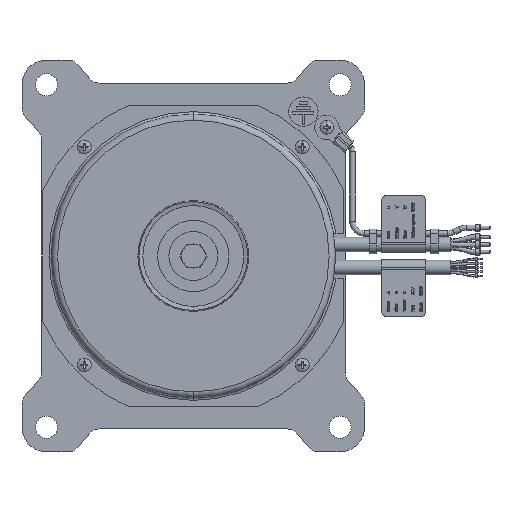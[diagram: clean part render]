
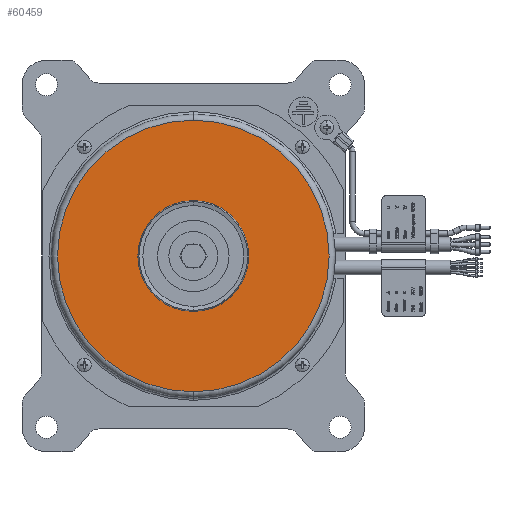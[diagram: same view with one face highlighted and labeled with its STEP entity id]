
A CAD part, front view. The second image highlights one B-rep face of the part: STEP entity #60459.
In plain terms, the highlighted planar face has unit normal (0, -1, 0).
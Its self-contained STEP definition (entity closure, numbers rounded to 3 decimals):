
#176 = DIRECTION ( 'NONE',  ( 0., 1., 0. ) ) ;
#1062 = EDGE_LOOP ( 'NONE', ( #24033, #11787 ) ) ;
#1966 = FACE_OUTER_BOUND ( 'NONE', #68514, .T. ) ;
#4488 = AXIS2_PLACEMENT_3D ( 'NONE', #72065, #20784, #43573 ) ;
#4904 = CARTESIAN_POINT ( 'NONE',  ( 0., -3., 0. ) ) ;
#6454 = CIRCLE ( 'NONE', #58969, 55.5 ) ;
#9879 = DIRECTION ( 'NONE',  ( 0., -1., 0. ) ) ;
#11210 = EDGE_CURVE ( 'NONE', #50936, #46357, #40508, .T. ) ;
#11787 = ORIENTED_EDGE ( 'NONE', *, *, #11210, .T. ) ;
#14295 = FACE_BOUND ( 'NONE', #1062, .T. ) ;
#14366 = ORIENTED_EDGE ( 'NONE', *, *, #34217, .T. ) ;
#15483 = CARTESIAN_POINT ( 'NONE',  ( 0., -3., 0. ) ) ;
#15658 = EDGE_CURVE ( 'NONE', #46357, #50936, #40828, .T. ) ;
#18804 = PLANE ( 'NONE',  #72565 ) ;
#20784 = DIRECTION ( 'NONE',  ( 0., -1., 0. ) ) ;
#22480 = DIRECTION ( 'NONE',  ( 0., 0., 1. ) ) ;
#24033 = ORIENTED_EDGE ( 'NONE', *, *, #15658, .T. ) ;
#24496 = DIRECTION ( 'NONE',  ( 0., 0., 1. ) ) ;
#26402 = CARTESIAN_POINT ( 'NONE',  ( 0., -3., 7.6 ) ) ;
#28815 = CARTESIAN_POINT ( 'NONE',  ( 0., -3., -55.5 ) ) ;
#30467 = VERTEX_POINT ( 'NONE', #30539 ) ;
#30539 = CARTESIAN_POINT ( 'NONE',  ( 0., -3., 55.5 ) ) ;
#30967 = AXIS2_PLACEMENT_3D ( 'NONE', #51394, #176, #24496 ) ;
#33152 = CIRCLE ( 'NONE', #4488, 55.5 ) ;
#33280 = VERTEX_POINT ( 'NONE', #28815 ) ;
#34217 = EDGE_CURVE ( 'NONE', #30467, #33280, #6454, .T. ) ;
#35979 = DIRECTION ( 'NONE',  ( 0., -1., 0. ) ) ;
#37258 = AXIS2_PLACEMENT_3D ( 'NONE', #4904, #44897, #22480 ) ;
#40508 = CIRCLE ( 'NONE', #30967, 7.6 ) ;
#40828 = CIRCLE ( 'NONE', #37258, 7.6 ) ;
#41574 = CARTESIAN_POINT ( 'NONE',  ( 0., -3., 7.6 ) ) ;
#43573 = DIRECTION ( 'NONE',  ( 0., 0., -1. ) ) ;
#44897 = DIRECTION ( 'NONE',  ( 0., 1., 0. ) ) ;
#46357 = VERTEX_POINT ( 'NONE', #26402 ) ;
#48936 = EDGE_CURVE ( 'NONE', #33280, #30467, #33152, .T. ) ;
#50423 = ORIENTED_EDGE ( 'NONE', *, *, #48936, .T. ) ;
#50936 = VERTEX_POINT ( 'NONE', #73718 ) ;
#51394 = CARTESIAN_POINT ( 'NONE',  ( 0., -3., 0. ) ) ;
#55862 = DIRECTION ( 'NONE',  ( 0., 0., -1. ) ) ;
#58437 = DIRECTION ( 'NONE',  ( 0., 0., -1. ) ) ;
#58969 = AXIS2_PLACEMENT_3D ( 'NONE', #15483, #9879, #55862 ) ;
#60459 = ADVANCED_FACE ( 'NONE', ( #1966, #14295 ), #18804, .T. ) ;
#68514 = EDGE_LOOP ( 'NONE', ( #50423, #14366 ) ) ;
#72065 = CARTESIAN_POINT ( 'NONE',  ( 0., -3., 0. ) ) ;
#72565 = AXIS2_PLACEMENT_3D ( 'NONE', #41574, #35979, #58437 ) ;
#73718 = CARTESIAN_POINT ( 'NONE',  ( 0., -3., -7.6 ) ) ;
